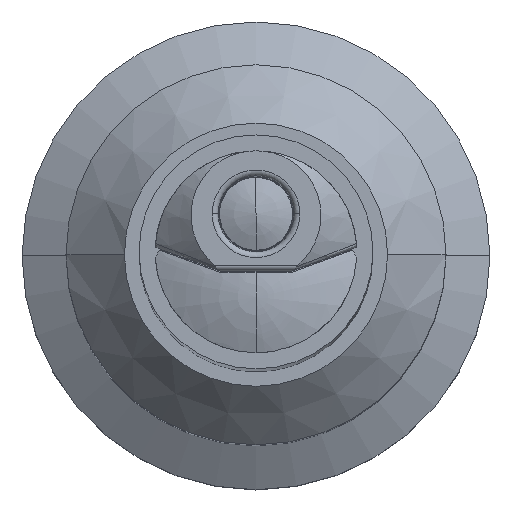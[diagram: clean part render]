
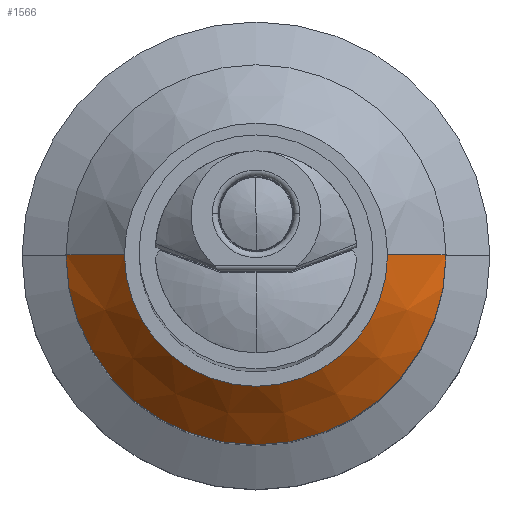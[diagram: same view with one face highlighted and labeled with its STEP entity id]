
A CAD part, top view. The second image highlights one B-rep face of the part: STEP entity #1566.
In plain terms, the highlighted conical face has half-angle 45 degrees and reference radius 2.75 mm.
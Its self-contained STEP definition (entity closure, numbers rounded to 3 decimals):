
#162=CARTESIAN_POINT('',(0.,0.,-28.6));
#163=DIRECTION('',(0.,0.,-1.));
#164=DIRECTION('',(1.,0.,0.));
#165=AXIS2_PLACEMENT_3D('',#162,#163,#164);
#177=DIRECTION('',(-0.707,0.,0.707));
#178=VECTOR('',#177,1.414);
#179=CARTESIAN_POINT('',(3.25,0.,-29.6));
#180=LINE('',#179,#178);
#186=CARTESIAN_POINT('',(0.,0.,-29.6));
#187=DIRECTION('',(0.,0.,-1.));
#188=DIRECTION('',(1.,0.,0.));
#189=AXIS2_PLACEMENT_3D('',#186,#187,#188);
#191=DIRECTION('',(0.707,0.,0.707));
#192=VECTOR('',#191,1.414);
#193=CARTESIAN_POINT('',(-3.25,0.,-29.6));
#194=LINE('',#193,#192);
#1265=CARTESIAN_POINT('',(-2.25,0.,-28.6));
#1266=CARTESIAN_POINT('',(2.25,0.,-28.6));
#1267=VERTEX_POINT('',#1265);
#1268=VERTEX_POINT('',#1266);
#1269=CARTESIAN_POINT('',(3.25,0.,-29.6));
#1270=VERTEX_POINT('',#1269);
#1271=CARTESIAN_POINT('',(-3.25,0.,-29.6));
#1272=VERTEX_POINT('',#1271);
#1554=CARTESIAN_POINT('',(0.,0.,-29.1));
#1555=DIRECTION('',(0.,0.,-1.));
#1556=DIRECTION('',(1.,0.,0.));
#1557=AXIS2_PLACEMENT_3D('',#1554,#1555,#1556);
#1558=CONICAL_SURFACE('',#1557,2.75,45.);
#1559=ORIENTED_EDGE('',*,*,#1544,.F.);
#1561=ORIENTED_EDGE('',*,*,#1560,.T.);
#1562=ORIENTED_EDGE('',*,*,#1547,.T.);
#1563=ORIENTED_EDGE('',*,*,#1529,.F.);
#1564=EDGE_LOOP('',(#1559,#1561,#1562,#1563));
#1565=FACE_OUTER_BOUND('',#1564,.F.);
#1566=ADVANCED_FACE('',(#1565),#1558,.T.);
#166=CIRCLE('',#165,2.25);
#190=CIRCLE('',#189,3.25);
#1529=EDGE_CURVE('',#1268,#1267,#166,.T.);
#1544=EDGE_CURVE('',#1270,#1268,#180,.T.);
#1547=EDGE_CURVE('',#1272,#1267,#194,.T.);
#1560=EDGE_CURVE('',#1270,#1272,#190,.T.);
